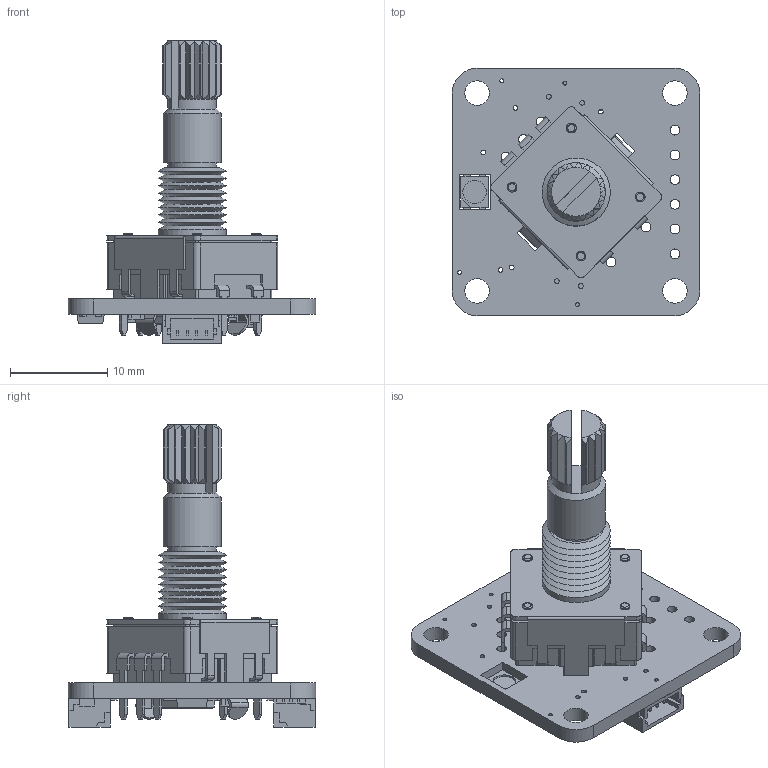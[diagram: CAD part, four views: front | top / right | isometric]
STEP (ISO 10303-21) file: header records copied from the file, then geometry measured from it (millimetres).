
FILE_DESCRIPTION(/* description */ (''),/* implementation_level */ '2;1');
FILE_NAME(/* name */ 'Adafruit I2C QT Rotary Encoder v5.step',/* time_stamp */ '2021-05-18T15:49:19-04:00',/* author */ (''),/* organization */ (''),/* preprocessor_version */ 'ST-DEVELOPER v18.1',/* originating_system */ 'Autodesk Translation Framework v10.6.0.1341',/* authorisation */ '');
FILE_SCHEMA (('AUTOMOTIVE_DESIGN { 1 0 10303 214 3 1 1 }'));
Length unit declared in the file: millimetre
Products named in the file (13): Adafruit I2C QT Rotary Encoder; PCB Component; Board; ATSAMD09D14A-MU; 10K; PEC11+SWITCH; 10uF; AP2112K-3.3; 10K_1; BSS138; STEMMA_I2C_QT; red; WS2812B_SK6812E
Assembly tree (18 placements, depth 3):
  Adafruit I2C QT Rotary Encoder
    PCB Component
      Board
      ATSAMD09D14A-MU
      10K  x4
      PEC11+SWITCH
      10uF  x2
      AP2112K-3.3
      10K_1
      BSS138
      STEMMA_I2C_QT  x2
      red  x2
      WS2812B_SK6812E
Bounding box: 25.4 x 25.4 x 31.03 mm (x, y, z)
Volume: 2600.1 mm3; surface area: 3650.7 mm2
Topology: 41 solids, 41 shells, 1376 faces, 3690 edges, 2411 vertices
Faces by surface type: plane 1099, cylinder 215, cone 50, bspline 8, torus 4
Full cylindrical faces by diameter (mm): 0.394 x6, 0.483 x19, 0.8 x1, 1 x15, 2.4 x1, 2.5 x4, 5 x1, 6 x1, 7 x1
Entity records: 37733 total; most frequent: CARTESIAN_POINT 6750, ORIENTED_EDGE 6286, DIRECTION 5987, EDGE_CURVE 3143, LINE 2545, VECTOR 2545, VERTEX_POINT 2047, AXIS2_PLACEMENT_3D 1721
